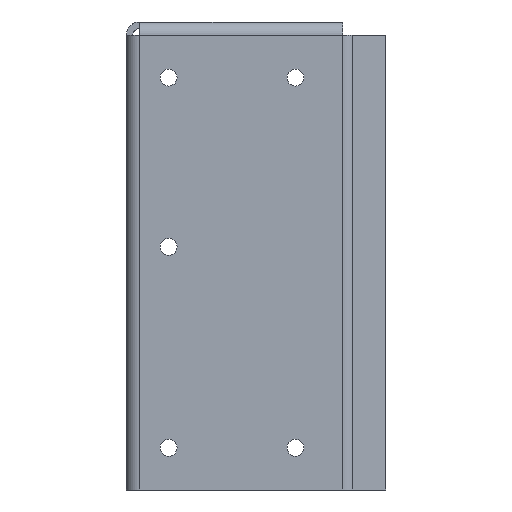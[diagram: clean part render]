
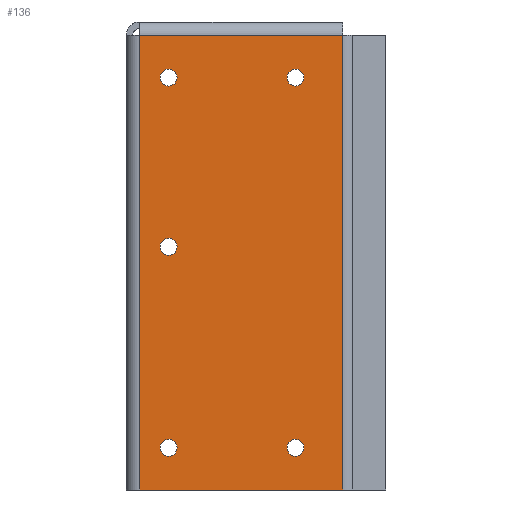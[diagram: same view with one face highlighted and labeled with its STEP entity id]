
A CAD part, left-side view. The second image highlights one B-rep face of the part: STEP entity #136.
In plain terms, the highlighted planar face has unit normal (-1, 0, 0).
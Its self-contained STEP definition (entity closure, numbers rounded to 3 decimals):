
#136 = ADVANCED_FACE( '', ( #333, #334, #335, #336, #337, #338 ), #339, .T. );
#333 = FACE_BOUND( '', #645, .T. );
#334 = FACE_BOUND( '', #646, .T. );
#335 = FACE_BOUND( '', #647, .T. );
#336 = FACE_BOUND( '', #648, .T. );
#337 = FACE_BOUND( '', #649, .T. );
#338 = FACE_OUTER_BOUND( '', #650, .T. );
#339 = PLANE( '', #651 );
#645 = EDGE_LOOP( '', ( #1101 ) );
#646 = EDGE_LOOP( '', ( #1102 ) );
#647 = EDGE_LOOP( '', ( #1103 ) );
#648 = EDGE_LOOP( '', ( #1104 ) );
#649 = EDGE_LOOP( '', ( #1105 ) );
#650 = EDGE_LOOP( '', ( #1106, #1107, #1108, #1109 ) );
#651 = AXIS2_PLACEMENT_3D( '', #1110, #1111, #1112 );
#1101 = ORIENTED_EDGE( '', *, *, #1743, .F. );
#1102 = ORIENTED_EDGE( '', *, *, #1744, .F. );
#1103 = ORIENTED_EDGE( '', *, *, #1687, .F. );
#1104 = ORIENTED_EDGE( '', *, *, #1745, .F. );
#1105 = ORIENTED_EDGE( '', *, *, #1661, .F. );
#1106 = ORIENTED_EDGE( '', *, *, #1746, .F. );
#1107 = ORIENTED_EDGE( '', *, *, #1747, .F. );
#1108 = ORIENTED_EDGE( '', *, *, #1679, .T. );
#1109 = ORIENTED_EDGE( '', *, *, #1748, .T. );
#1110 = CARTESIAN_POINT( '', ( -234., 0., 0. ) );
#1111 = DIRECTION( '', ( -1., 0., 0. ) );
#1112 = DIRECTION( '', ( 0., 0., 1. ) );
#1661 = EDGE_CURVE( '', #1933, #1933, #1934, .T. );
#1679 = EDGE_CURVE( '', #1968, #1966, #1969, .T. );
#1687 = EDGE_CURVE( '', #1981, #1981, #1982, .T. );
#1743 = EDGE_CURVE( '', #2074, #2074, #2075, .T. );
#1744 = EDGE_CURVE( '', #2076, #2076, #2077, .T. );
#1745 = EDGE_CURVE( '', #2078, #2078, #2079, .T. );
#1746 = EDGE_CURVE( '', #2080, #2081, #2082, .T. );
#1747 = EDGE_CURVE( '', #1968, #2080, #2083, .T. );
#1748 = EDGE_CURVE( '', #1966, #2081, #2084, .T. );
#1933 = VERTEX_POINT( '', #2329 );
#1934 = CIRCLE( '', #2330, 4. );
#1966 = VERTEX_POINT( '', #2371 );
#1968 = VERTEX_POINT( '', #2373 );
#1969 = LINE( '', #2374, #2375 );
#1981 = VERTEX_POINT( '', #2391 );
#1982 = CIRCLE( '', #2392, 4. );
#2074 = VERTEX_POINT( '', #2557 );
#2075 = CIRCLE( '', #2558, 4. );
#2076 = VERTEX_POINT( '', #2559 );
#2077 = CIRCLE( '', #2560, 4. );
#2078 = VERTEX_POINT( '', #2561 );
#2079 = CIRCLE( '', #2562, 4. );
#2080 = VERTEX_POINT( '', #2563 );
#2081 = VERTEX_POINT( '', #2564 );
#2082 = LINE( '', #2565, #2566 );
#2083 = LINE( '', #2567, #2568 );
#2084 = LINE( '', #2569, #2570 );
#2329 = CARTESIAN_POINT( '', ( -234., -20., 199. ) );
#2330 = AXIS2_PLACEMENT_3D( '', #2960, #2961, #2962 );
#2371 = CARTESIAN_POINT( '', ( -234., -102.39, 0. ) );
#2373 = CARTESIAN_POINT( '', ( -234., -6.3, 0. ) );
#2374 = CARTESIAN_POINT( '', ( -234., 0., 0. ) );
#2375 = VECTOR( '', #2990, 1000. );
#2391 = CARTESIAN_POINT( '', ( -234., -20., 119. ) );
#2392 = AXIS2_PLACEMENT_3D( '', #2998, #2999, #3000 );
#2557 = CARTESIAN_POINT( '', ( -234., -80., 24. ) );
#2558 = AXIS2_PLACEMENT_3D( '', #3067, #3068, #3069 );
#2559 = CARTESIAN_POINT( '', ( -234., -20., 24. ) );
#2560 = AXIS2_PLACEMENT_3D( '', #3070, #3071, #3072 );
#2561 = CARTESIAN_POINT( '', ( -234., -80., 199. ) );
#2562 = AXIS2_PLACEMENT_3D( '', #3073, #3074, #3075 );
#2563 = CARTESIAN_POINT( '', ( -234., -6.3, 215. ) );
#2564 = CARTESIAN_POINT( '', ( -234., -102.39, 215. ) );
#2565 = CARTESIAN_POINT( '', ( -234., 0., 215. ) );
#2566 = VECTOR( '', #3076, 1000. );
#2567 = CARTESIAN_POINT( '', ( -234., -6.3, 0. ) );
#2568 = VECTOR( '', #3077, 1000. );
#2569 = CARTESIAN_POINT( '', ( -234., -102.39, 0. ) );
#2570 = VECTOR( '', #3078, 1000. );
#2960 = CARTESIAN_POINT( '', ( -234., -20., 195. ) );
#2961 = DIRECTION( '', ( -1., 0., 0. ) );
#2962 = DIRECTION( '', ( 0., 0., 1. ) );
#2990 = DIRECTION( '', ( 0., -1., 0. ) );
#2998 = CARTESIAN_POINT( '', ( -234., -20., 115. ) );
#2999 = DIRECTION( '', ( -1., 0., 0. ) );
#3000 = DIRECTION( '', ( 0., 0., 1. ) );
#3067 = CARTESIAN_POINT( '', ( -234., -80., 20. ) );
#3068 = DIRECTION( '', ( -1., 0., 0. ) );
#3069 = DIRECTION( '', ( 0., 0., 1. ) );
#3070 = CARTESIAN_POINT( '', ( -234., -20., 20. ) );
#3071 = DIRECTION( '', ( -1., 0., 0. ) );
#3072 = DIRECTION( '', ( 0., 0., 1. ) );
#3073 = CARTESIAN_POINT( '', ( -234., -80., 195. ) );
#3074 = DIRECTION( '', ( -1., 0., 0. ) );
#3075 = DIRECTION( '', ( 0., 0., 1. ) );
#3076 = DIRECTION( '', ( 0., -1., 0. ) );
#3077 = DIRECTION( '', ( 0., 0., 1. ) );
#3078 = DIRECTION( '', ( 0., 0., 1. ) );
